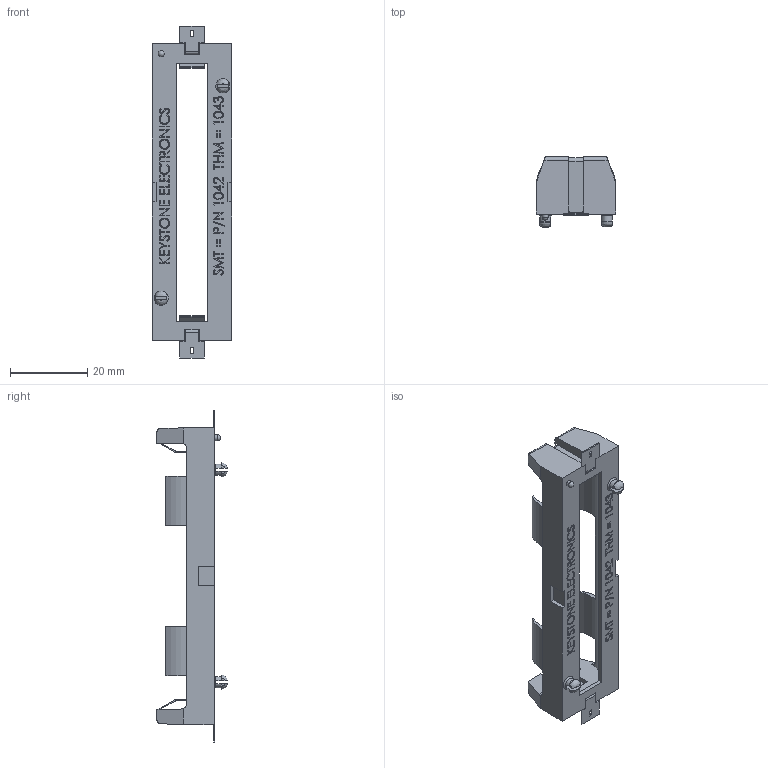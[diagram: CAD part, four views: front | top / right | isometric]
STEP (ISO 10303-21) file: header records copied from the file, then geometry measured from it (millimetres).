
FILE_DESCRIPTION(/* description */ ('Unknown'),/* implementation_level */ '2;1');
FILE_NAME(/* name */ 'keystone_1042-Mod',/* time_stamp */ '2017-04-19T10:47:28-04:00',/* author */ ('Unknown'),/* organization */ ('Unknown'),/* preprocessor_version */ 'ST-DEVELOPER v16',/* originating_system */ 'DEX',/* authorisation */ $);
FILE_SCHEMA (('AUTOMOTIVE_DESIGN {1 0 10303 214 3 1 1}'));
Length unit declared in the file: millimetre
Products named in the file (1): keystone_1042
Bounding box: 20.65 x 18.16 x 86 mm (x, y, z)
Volume: 5574.4 mm3; surface area: 6390.3 mm2
Topology: 1 solids, 1 shells, 693 faces, 1908 edges, 1257 vertices
Faces by surface type: plane 521, bspline 132, cylinder 37, torus 2, sphere 1
Full cylindrical faces by diameter (mm): 1.575 x1
Entity records: 34343 total; most frequent: CARTESIAN_POINT 12690, ORIENTED_EDGE 3800, DIRECTION 2840, EDGE_CURVE 1900, LINE 1524, VECTOR 1524, VERTEX_POINT 1254, EDGE_LOOP 758
